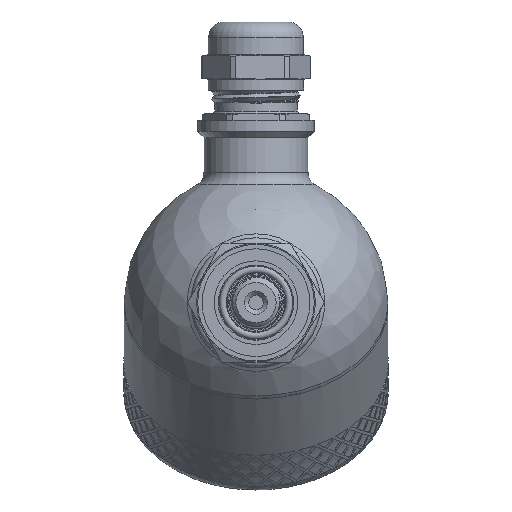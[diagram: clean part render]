
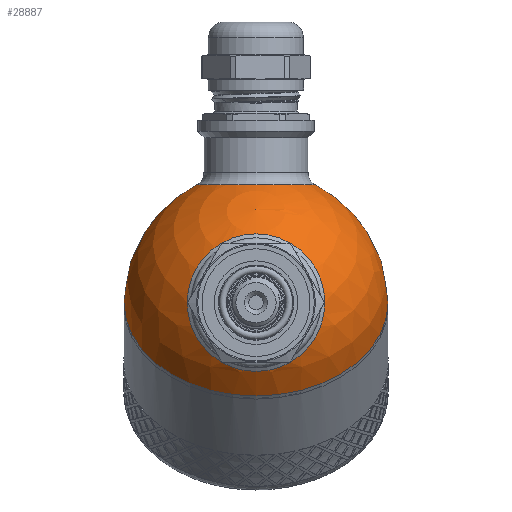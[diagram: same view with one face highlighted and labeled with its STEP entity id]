
A CAD part, left-side view. The second image highlights one B-rep face of the part: STEP entity #28887.
In plain terms, the highlighted spherical face has radius 30 mm.
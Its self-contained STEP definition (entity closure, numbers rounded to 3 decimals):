
#145=SPHERICAL_SURFACE('',#30718,30.);
#1357=FACE_BOUND('',#4503,.T.);
#1358=FACE_BOUND('',#4504,.T.);
#2648=FACE_OUTER_BOUND('',#4502,.T.);
#4502=EDGE_LOOP('',(#21120,#21121,#21122,#21123));
#4503=EDGE_LOOP('',(#21124));
#4504=EDGE_LOOP('',(#21125));
#6256=CIRCLE('',#30640,30.);
#6257=CIRCLE('',#30641,30.);
#6284=CIRCLE('',#30714,13.5);
#6287=CIRCLE('',#30719,30.);
#6288=CIRCLE('',#30720,15.643);
#11682=VERTEX_POINT('',#39059);
#11683=VERTEX_POINT('',#39061);
#12182=VERTEX_POINT('',#45448);
#12184=VERTEX_POINT('',#45455);
#12185=VERTEX_POINT('',#45457);
#14797=EDGE_CURVE('',#11682,#11683,#6256,.T.);
#14798=EDGE_CURVE('',#11683,#11682,#6257,.T.);
#15549=EDGE_CURVE('',#12182,#12182,#6284,.T.);
#15552=EDGE_CURVE('',#11683,#12184,#6287,.T.);
#15553=EDGE_CURVE('',#12185,#12185,#6288,.T.);
#21120=ORIENTED_EDGE('',*,*,#14798,.F.);
#21121=ORIENTED_EDGE('',*,*,#15552,.T.);
#21122=ORIENTED_EDGE('',*,*,#15552,.F.);
#21123=ORIENTED_EDGE('',*,*,#14797,.F.);
#21124=ORIENTED_EDGE('',*,*,#15553,.F.);
#21125=ORIENTED_EDGE('',*,*,#15549,.F.);
#28887=ADVANCED_FACE('',(#2648,#1357,#1358),#145,.T.);
#30640=AXIS2_PLACEMENT_3D('',#39062,#32323,#32324);
#30641=AXIS2_PLACEMENT_3D('',#39063,#32325,#32326);
#30714=AXIS2_PLACEMENT_3D('',#45449,#32735,#32736);
#30718=AXIS2_PLACEMENT_3D('',#45454,#32743,#32744);
#30719=AXIS2_PLACEMENT_3D('',#45456,#32745,#32746);
#30720=AXIS2_PLACEMENT_3D('',#45458,#32747,#32748);
#32323=DIRECTION('center_axis',(1.,0.,0.));
#32324=DIRECTION('ref_axis',(0.,1.,0.));
#32325=DIRECTION('center_axis',(1.,0.,0.));
#32326=DIRECTION('ref_axis',(0.,1.,0.));
#32735=DIRECTION('center_axis',(-0.707,0.,-0.707));
#32736=DIRECTION('ref_axis',(-0.707,0.,0.707));
#32743=DIRECTION('center_axis',(1.,0.,0.));
#32744=DIRECTION('ref_axis',(0.,-1.,0.));
#32745=DIRECTION('center_axis',(0.,0.,1.));
#32746=DIRECTION('ref_axis',(0.,1.,0.));
#32747=DIRECTION('center_axis',(-0.707,0.,0.707));
#32748=DIRECTION('ref_axis',(0.707,0.,0.707));
#39059=CARTESIAN_POINT('',(0.,-30.,0.));
#39061=CARTESIAN_POINT('',(0.,30.,0.));
#39062=CARTESIAN_POINT('Origin',(0.,0.,0.));
#39063=CARTESIAN_POINT('Origin',(0.,0.,0.));
#45448=CARTESIAN_POINT('',(-9.398,0.,-28.49));
#45449=CARTESIAN_POINT('Origin',(-18.944,0.,-18.944));
#45454=CARTESIAN_POINT('Origin',(0.,0.,0.));
#45455=CARTESIAN_POINT('',(-30.,0.,0.));
#45456=CARTESIAN_POINT('Origin',(0.,0.,0.));
#45457=CARTESIAN_POINT('',(-29.162,0.,7.04));
#45458=CARTESIAN_POINT('Origin',(-18.101,0.,18.101));
